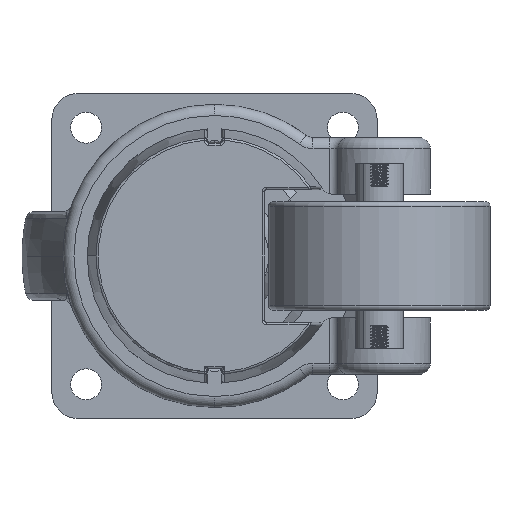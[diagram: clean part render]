
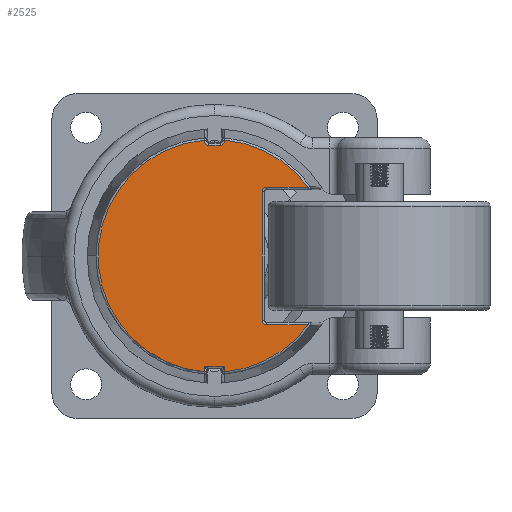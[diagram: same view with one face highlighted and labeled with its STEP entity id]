
A CAD part, front view. The second image highlights one B-rep face of the part: STEP entity #2525.
In plain terms, the highlighted face is planar.
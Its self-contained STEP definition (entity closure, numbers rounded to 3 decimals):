
#382 = ORIENTED_EDGE ( 'NONE', *, *, #32173, .T. ) ;
#1609 = DIRECTION ( 'NONE',  ( 0., 1., 0. ) ) ;
#2021 = DIRECTION ( 'NONE',  ( 0., 0., 1. ) ) ;
#2176 = ORIENTED_EDGE ( 'NONE', *, *, #19904, .F. ) ;
#2389 = ORIENTED_EDGE ( 'NONE', *, *, #10654, .T. ) ;
#2448 = CIRCLE ( 'NONE', #7231, 26.283 ) ;
#2525 = ADVANCED_FACE ( 'NONE', ( #4410 ), #15798, .T. ) ;
#2667 = ORIENTED_EDGE ( 'NONE', *, *, #24633, .T. ) ;
#2848 = VERTEX_POINT ( 'NONE', #28459 ) ;
#2916 = EDGE_CURVE ( 'NONE', #8120, #20260, #9399, .T. ) ;
#3049 = CIRCLE ( 'NONE', #23682, 1. ) ;
#3369 = DIRECTION ( 'NONE',  ( 1., 0., 0. ) ) ;
#3419 = VERTEX_POINT ( 'NONE', #12732 ) ;
#3833 = AXIS2_PLACEMENT_3D ( 'NONE', #30717, #5587, #16930 ) ;
#3919 = CARTESIAN_POINT ( 'NONE',  ( -25., 29., 1.75 ) ) ;
#3952 = DIRECTION ( 'NONE',  ( 0., 1., 0. ) ) ;
#4007 = DIRECTION ( 'NONE',  ( 0., 0., 1. ) ) ;
#4053 = EDGE_CURVE ( 'NONE', #29844, #32724, #4395, .T. ) ;
#4103 = VECTOR ( 'NONE', #31712, 1000. ) ;
#4381 = VERTEX_POINT ( 'NONE', #35313 ) ;
#4395 = LINE ( 'NONE', #15783, #10926 ) ;
#4410 = FACE_OUTER_BOUND ( 'NONE', #16470, .T. ) ;
#4535 = DIRECTION ( 'NONE',  ( 0., 1., 0. ) ) ;
#5055 = EDGE_CURVE ( 'NONE', #3419, #15077, #13730, .T. ) ;
#5307 = CARTESIAN_POINT ( 'NONE',  ( -25., 29., 2.25 ) ) ;
#5562 = CARTESIAN_POINT ( 'NONE',  ( -15.5, 29., 11.25 ) ) ;
#5587 = DIRECTION ( 'NONE',  ( 0., 1., 0. ) ) ;
#5632 = CIRCLE ( 'NONE', #3833, 26.283 ) ;
#6351 = VERTEX_POINT ( 'NONE', #16143 ) ;
#6574 = ORIENTED_EDGE ( 'NONE', *, *, #4053, .T. ) ;
#7231 = AXIS2_PLACEMENT_3D ( 'NONE', #10309, #21519, #32596 ) ;
#7705 = AXIS2_PLACEMENT_3D ( 'NONE', #26837, #1609, #12984 ) ;
#7840 = ORIENTED_EDGE ( 'NONE', *, *, #23684, .T. ) ;
#8077 = CIRCLE ( 'NONE', #23938, 1. ) ;
#8120 = VERTEX_POINT ( 'NONE', #32563 ) ;
#8949 = AXIS2_PLACEMENT_3D ( 'NONE', #18134, #29196, #4007 ) ;
#8988 = LINE ( 'NONE', #28579, #29460 ) ;
#9399 = LINE ( 'NONE', #20642, #4103 ) ;
#9456 = VECTOR ( 'NONE', #15307, 1000. ) ;
#9534 = EDGE_CURVE ( 'NONE', #12645, #20260, #8077, .T. ) ;
#9743 = CARTESIAN_POINT ( 'NONE',  ( -25.5, 29., -2.25 ) ) ;
#9764 = CARTESIAN_POINT ( 'NONE',  ( -25., 29., -2.25 ) ) ;
#9792 = ORIENTED_EDGE ( 'NONE', *, *, #9534, .F. ) ;
#9853 = DIRECTION ( 'NONE',  ( -1., 0., 0. ) ) ;
#10163 = LINE ( 'NONE', #21373, #24084 ) ;
#10309 = CARTESIAN_POINT ( 'NONE',  ( 0., 29., 0. ) ) ;
#10654 = EDGE_CURVE ( 'NONE', #32724, #6351, #5632, .T. ) ;
#10866 = LINE ( 'NONE', #22568, #14335 ) ;
#10926 = VECTOR ( 'NONE', #26822, 1000. ) ;
#12225 = VECTOR ( 'NONE', #20969, 1000. ) ;
#12538 = CARTESIAN_POINT ( 'NONE',  ( 26., 29., 2.25 ) ) ;
#12645 = VERTEX_POINT ( 'NONE', #29013 ) ;
#12732 = CARTESIAN_POINT ( 'NONE',  ( -14.5, 29., 10.75 ) ) ;
#12810 = EDGE_CURVE ( 'NONE', #2848, #18250, #34763, .T. ) ;
#12984 = DIRECTION ( 'NONE',  ( 0., 0., 1. ) ) ;
#13091 = CARTESIAN_POINT ( 'NONE',  ( 26., 29., 1.25 ) ) ;
#13730 = CIRCLE ( 'NONE', #13754, 1. ) ;
#13754 = AXIS2_PLACEMENT_3D ( 'NONE', #16206, #27242, #2021 ) ;
#14197 = CARTESIAN_POINT ( 'NONE',  ( -15.5, 29., 11.75 ) ) ;
#14335 = VECTOR ( 'NONE', #33635, 1000. ) ;
#15077 = VERTEX_POINT ( 'NONE', #14197 ) ;
#15204 = ORIENTED_EDGE ( 'NONE', *, *, #12810, .T. ) ;
#15307 = DIRECTION ( 'NONE',  ( 0., 0., 1. ) ) ;
#15340 = DIRECTION ( 'NONE',  ( 0., 0., 1. ) ) ;
#15581 = CIRCLE ( 'NONE', #35843, 26.283 ) ;
#15611 = VECTOR ( 'NONE', #16902, 1000. ) ;
#15783 = CARTESIAN_POINT ( 'NONE',  ( 15.5, 29., 22.149 ) ) ;
#15798 = PLANE ( 'NONE',  #7705 ) ;
#15918 = DIRECTION ( 'NONE',  ( 0., 0., 1. ) ) ;
#16143 = CARTESIAN_POINT ( 'NONE',  ( 26.187, 29., 2.25 ) ) ;
#16152 = EDGE_CURVE ( 'NONE', #12645, #4381, #8988, .T. ) ;
#16206 = CARTESIAN_POINT ( 'NONE',  ( -14.5, 29., 11.75 ) ) ;
#16470 = EDGE_LOOP ( 'NONE', ( #15204, #27160, #382, #27252, #22167, #28885, #2667, #29868, #6574, #2389, #7840, #2176, #30348, #9792, #30259, #33905 ) ) ;
#16902 = DIRECTION ( 'NONE',  ( 0., 0., -1. ) ) ;
#16930 = DIRECTION ( 'NONE',  ( 0., 0., 1. ) ) ;
#18134 = CARTESIAN_POINT ( 'NONE',  ( 14.5, 29., 11.75 ) ) ;
#18223 = CARTESIAN_POINT ( 'NONE',  ( 14.5, 29., 10.75 ) ) ;
#18250 = VERTEX_POINT ( 'NONE', #9764 ) ;
#19904 = EDGE_CURVE ( 'NONE', #8120, #24009, #3049, .T. ) ;
#20260 = VERTEX_POINT ( 'NONE', #28053 ) ;
#20642 = CARTESIAN_POINT ( 'NONE',  ( 25., 29., -1.75 ) ) ;
#20969 = DIRECTION ( 'NONE',  ( 1., 0., 0. ) ) ;
#21307 = VERTEX_POINT ( 'NONE', #32268 ) ;
#21373 = CARTESIAN_POINT ( 'NONE',  ( 15., 29., 10.75 ) ) ;
#21519 = DIRECTION ( 'NONE',  ( 0., 1., 0. ) ) ;
#21982 = EDGE_CURVE ( 'NONE', #34016, #21307, #15581, .T. ) ;
#22167 = ORIENTED_EDGE ( 'NONE', *, *, #22768, .T. ) ;
#22568 = CARTESIAN_POINT ( 'NONE',  ( 25.5, 29., 2.25 ) ) ;
#22768 = EDGE_CURVE ( 'NONE', #21307, #15077, #30692, .T. ) ;
#23682 = AXIS2_PLACEMENT_3D ( 'NONE', #13091, #24228, #35294 ) ;
#23684 = EDGE_CURVE ( 'NONE', #6351, #24009, #10866, .T. ) ;
#23808 = LINE ( 'NONE', #34867, #32256 ) ;
#23938 = AXIS2_PLACEMENT_3D ( 'NONE', #29141, #3952, #15340 ) ;
#24009 = VERTEX_POINT ( 'NONE', #12538 ) ;
#24084 = VECTOR ( 'NONE', #32450, 1000. ) ;
#24228 = DIRECTION ( 'NONE',  ( 0., 1., 0. ) ) ;
#24290 = CARTESIAN_POINT ( 'NONE',  ( -26.187, 29., 2.25 ) ) ;
#24633 = EDGE_CURVE ( 'NONE', #3419, #25824, #10163, .T. ) ;
#24758 = CIRCLE ( 'NONE', #8949, 1. ) ;
#25732 = EDGE_CURVE ( 'NONE', #18250, #34142, #29106, .T. ) ;
#25824 = VERTEX_POINT ( 'NONE', #18223 ) ;
#26822 = DIRECTION ( 'NONE',  ( 0., 0., 1. ) ) ;
#26837 = CARTESIAN_POINT ( 'NONE',  ( 0., 29., 0. ) ) ;
#27160 = ORIENTED_EDGE ( 'NONE', *, *, #25732, .T. ) ;
#27242 = DIRECTION ( 'NONE',  ( 0., 1., 0. ) ) ;
#27252 = ORIENTED_EDGE ( 'NONE', *, *, #21982, .T. ) ;
#28053 = CARTESIAN_POINT ( 'NONE',  ( 25., 29., -1.25 ) ) ;
#28459 = CARTESIAN_POINT ( 'NONE',  ( -26.187, 29., -2.25 ) ) ;
#28579 = CARTESIAN_POINT ( 'NONE',  ( 26.693, 29., -2.25 ) ) ;
#28885 = ORIENTED_EDGE ( 'NONE', *, *, #5055, .F. ) ;
#29008 = EDGE_CURVE ( 'NONE', #4381, #2848, #2448, .T. ) ;
#29013 = CARTESIAN_POINT ( 'NONE',  ( 26., 29., -2.25 ) ) ;
#29106 = LINE ( 'NONE', #3919, #9456 ) ;
#29141 = CARTESIAN_POINT ( 'NONE',  ( 26., 29., -1.25 ) ) ;
#29196 = DIRECTION ( 'NONE',  ( 0., 1., 0. ) ) ;
#29460 = VECTOR ( 'NONE', #3369, 1000. ) ;
#29701 = CARTESIAN_POINT ( 'NONE',  ( 0., 29., 0. ) ) ;
#29844 = VERTEX_POINT ( 'NONE', #34457 ) ;
#29868 = ORIENTED_EDGE ( 'NONE', *, *, #33869, .F. ) ;
#30259 = ORIENTED_EDGE ( 'NONE', *, *, #16152, .T. ) ;
#30348 = ORIENTED_EDGE ( 'NONE', *, *, #2916, .T. ) ;
#30692 = LINE ( 'NONE', #5562, #15611 ) ;
#30717 = CARTESIAN_POINT ( 'NONE',  ( 0., 29., 0. ) ) ;
#31712 = DIRECTION ( 'NONE',  ( 0., 0., -1. ) ) ;
#32173 = EDGE_CURVE ( 'NONE', #34142, #34016, #23808, .T. ) ;
#32256 = VECTOR ( 'NONE', #9853, 1000. ) ;
#32268 = CARTESIAN_POINT ( 'NONE',  ( -15.5, 29., 21.226 ) ) ;
#32450 = DIRECTION ( 'NONE',  ( 1., 0., 0. ) ) ;
#32563 = CARTESIAN_POINT ( 'NONE',  ( 25., 29., 1.25 ) ) ;
#32596 = DIRECTION ( 'NONE',  ( 0., 0., 1. ) ) ;
#32724 = VERTEX_POINT ( 'NONE', #34830 ) ;
#33635 = DIRECTION ( 'NONE',  ( -1., 0., 0. ) ) ;
#33869 = EDGE_CURVE ( 'NONE', #29844, #25824, #24758, .T. ) ;
#33905 = ORIENTED_EDGE ( 'NONE', *, *, #29008, .T. ) ;
#34016 = VERTEX_POINT ( 'NONE', #24290 ) ;
#34142 = VERTEX_POINT ( 'NONE', #5307 ) ;
#34457 = CARTESIAN_POINT ( 'NONE',  ( 15.5, 29., 11.75 ) ) ;
#34763 = LINE ( 'NONE', #9743, #12225 ) ;
#34830 = CARTESIAN_POINT ( 'NONE',  ( 15.5, 29., 21.226 ) ) ;
#34867 = CARTESIAN_POINT ( 'NONE',  ( -26.693, 29., 2.25 ) ) ;
#35294 = DIRECTION ( 'NONE',  ( 0., 0., 1. ) ) ;
#35313 = CARTESIAN_POINT ( 'NONE',  ( 26.187, 29., -2.25 ) ) ;
#35843 = AXIS2_PLACEMENT_3D ( 'NONE', #29701, #4535, #15918 ) ;
